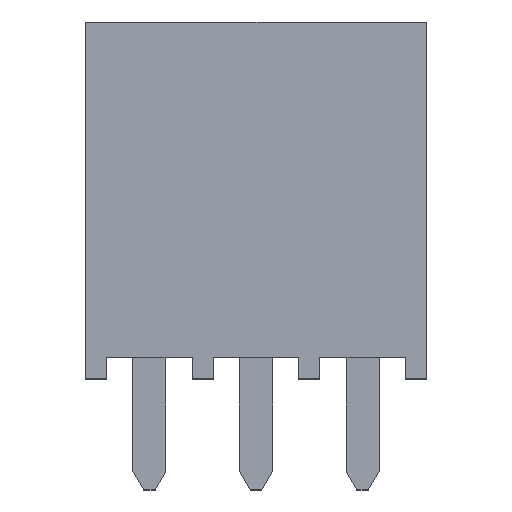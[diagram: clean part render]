
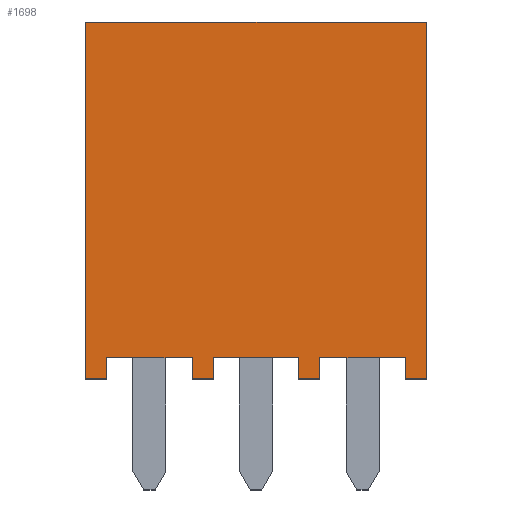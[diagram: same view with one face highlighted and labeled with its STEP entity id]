
A CAD part, top view. The second image highlights one B-rep face of the part: STEP entity #1698.
In plain terms, the highlighted planar face has unit normal (0, 0, 1).
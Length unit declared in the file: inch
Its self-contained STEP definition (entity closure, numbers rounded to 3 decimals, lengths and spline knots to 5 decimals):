
#47=ORIENTED_EDGE('',*,*,#527,.F.);
#48=ORIENTED_EDGE('',*,*,#528,.T.);
#49=ORIENTED_EDGE('',*,*,#529,.F.);
#50=ORIENTED_EDGE('',*,*,#530,.F.);
#51=ORIENTED_EDGE('',*,*,#531,.T.);
#52=ORIENTED_EDGE('',*,*,#532,.T.);
#53=ORIENTED_EDGE('',*,*,#533,.F.);
#54=ORIENTED_EDGE('',*,*,#534,.F.);
#55=ORIENTED_EDGE('',*,*,#535,.F.);
#56=ORIENTED_EDGE('',*,*,#536,.T.);
#57=ORIENTED_EDGE('',*,*,#537,.F.);
#58=ORIENTED_EDGE('',*,*,#538,.F.);
#59=ORIENTED_EDGE('',*,*,#539,.F.);
#60=ORIENTED_EDGE('',*,*,#540,.T.);
#61=ORIENTED_EDGE('',*,*,#541,.F.);
#62=ORIENTED_EDGE('',*,*,#542,.F.);
#527=EDGE_CURVE('',#767,#768,#927,.T.);
#528=EDGE_CURVE('',#767,#769,#928,.T.);
#529=EDGE_CURVE('',#770,#769,#929,.T.);
#530=EDGE_CURVE('',#771,#770,#930,.T.);
#531=EDGE_CURVE('',#771,#772,#931,.T.);
#532=EDGE_CURVE('',#772,#773,#932,.T.);
#533=EDGE_CURVE('',#774,#773,#933,.T.);
#534=EDGE_CURVE('',#775,#774,#934,.T.);
#535=EDGE_CURVE('',#776,#775,#935,.T.);
#536=EDGE_CURVE('',#776,#777,#936,.T.);
#537=EDGE_CURVE('',#778,#777,#937,.T.);
#538=EDGE_CURVE('',#779,#778,#938,.T.);
#539=EDGE_CURVE('',#780,#779,#939,.T.);
#540=EDGE_CURVE('',#780,#781,#940,.T.);
#541=EDGE_CURVE('',#782,#781,#941,.T.);
#542=EDGE_CURVE('',#768,#782,#942,.T.);
#767=VERTEX_POINT('',#2367);
#768=VERTEX_POINT('',#2368);
#769=VERTEX_POINT('',#2370);
#770=VERTEX_POINT('',#2372);
#771=VERTEX_POINT('',#2374);
#772=VERTEX_POINT('',#2376);
#773=VERTEX_POINT('',#2378);
#774=VERTEX_POINT('',#2380);
#775=VERTEX_POINT('',#2382);
#776=VERTEX_POINT('',#2384);
#777=VERTEX_POINT('',#2386);
#778=VERTEX_POINT('',#2388);
#779=VERTEX_POINT('',#2390);
#780=VERTEX_POINT('',#2392);
#781=VERTEX_POINT('',#2394);
#782=VERTEX_POINT('',#2396);
#927=LINE('',#2366,#1167);
#928=LINE('',#2369,#1168);
#929=LINE('',#2371,#1169);
#930=LINE('',#2373,#1170);
#931=LINE('',#2375,#1171);
#932=LINE('',#2377,#1172);
#933=LINE('',#2379,#1173);
#934=LINE('',#2381,#1174);
#935=LINE('',#2383,#1175);
#936=LINE('',#2385,#1176);
#937=LINE('',#2387,#1177);
#938=LINE('',#2389,#1178);
#939=LINE('',#2391,#1179);
#940=LINE('',#2393,#1180);
#941=LINE('',#2395,#1181);
#942=LINE('',#2397,#1182);
#1167=VECTOR('',#1927,39.37008);
#1168=VECTOR('',#1928,39.37008);
#1169=VECTOR('',#1929,39.37008);
#1170=VECTOR('',#1930,39.37008);
#1171=VECTOR('',#1931,39.37008);
#1172=VECTOR('',#1932,39.37008);
#1173=VECTOR('',#1933,39.37008);
#1174=VECTOR('',#1934,39.37008);
#1175=VECTOR('',#1935,39.37008);
#1176=VECTOR('',#1936,39.37008);
#1177=VECTOR('',#1937,39.37008);
#1178=VECTOR('',#1938,39.37008);
#1179=VECTOR('',#1939,39.37008);
#1180=VECTOR('',#1940,39.37008);
#1181=VECTOR('',#1941,39.37008);
#1182=VECTOR('',#1942,39.37008);
#1392=EDGE_LOOP('',(#47,#48,#49,#50,#51,#52,#53,#54,#55,#56,#57,#58,#59,
#60,#61,#62));
#1500=FACE_BOUND('',#1392,.T.);
#1608=PLANE('',#1814);
#1698=ADVANCED_FACE('',(#1500),#1608,.F.);
#1814=AXIS2_PLACEMENT_3D('',#2365,#1925,#1926);
#1925=DIRECTION('',(0.,0.,-1.));
#1926=DIRECTION('',(-1.,0.,0.));
#1927=DIRECTION('',(0.,1.,0.));
#1928=DIRECTION('',(1.,0.,0.));
#1929=DIRECTION('',(0.,-1.,0.));
#1930=DIRECTION('',(1.,0.,0.));
#1931=DIRECTION('',(0.,-1.,0.));
#1932=DIRECTION('',(1.,0.,0.));
#1933=DIRECTION('',(0.,-1.,0.));
#1934=DIRECTION('',(-1.,0.,0.));
#1935=DIRECTION('',(0.,1.,0.));
#1936=DIRECTION('',(1.,0.,0.));
#1937=DIRECTION('',(0.,-1.,0.));
#1938=DIRECTION('',(-1.,0.,0.));
#1939=DIRECTION('',(0.,1.,0.));
#1940=DIRECTION('',(1.,0.,0.));
#1941=DIRECTION('',(0.,-1.,0.));
#1942=DIRECTION('',(-1.,0.,0.));
#2365=CARTESIAN_POINT('',(-0.16,0.335,0.0975));
#2366=CARTESIAN_POINT('',(0.14,0.335,0.0975));
#2367=CARTESIAN_POINT('',(0.14,0.,0.0975));
#2368=CARTESIAN_POINT('',(0.14,0.02,0.0975));
#2369=CARTESIAN_POINT('',(-0.16,0.,0.0975));
#2370=CARTESIAN_POINT('',(0.16,0.,0.0975));
#2371=CARTESIAN_POINT('',(0.16,0.335,0.0975));
#2372=CARTESIAN_POINT('',(0.16,0.335,0.0975));
#2373=CARTESIAN_POINT('',(-0.16,0.335,0.0975));
#2374=CARTESIAN_POINT('',(-0.16,0.335,0.0975));
#2375=CARTESIAN_POINT('',(-0.16,0.335,0.0975));
#2376=CARTESIAN_POINT('',(-0.16,0.,0.0975));
#2377=CARTESIAN_POINT('',(-0.16,0.,0.0975));
#2378=CARTESIAN_POINT('',(-0.14,0.,0.0975));
#2379=CARTESIAN_POINT('',(-0.14,0.335,0.0975));
#2380=CARTESIAN_POINT('',(-0.14,0.02,0.0975));
#2381=CARTESIAN_POINT('',(-0.16,0.02,0.0975));
#2382=CARTESIAN_POINT('',(-0.06,0.02,0.0975));
#2383=CARTESIAN_POINT('',(-0.06,0.335,0.0975));
#2384=CARTESIAN_POINT('',(-0.06,0.,0.0975));
#2385=CARTESIAN_POINT('',(-0.16,0.,0.0975));
#2386=CARTESIAN_POINT('',(-0.04,0.,0.0975));
#2387=CARTESIAN_POINT('',(-0.04,0.335,0.0975));
#2388=CARTESIAN_POINT('',(-0.04,0.02,0.0975));
#2389=CARTESIAN_POINT('',(-0.16,0.02,0.0975));
#2390=CARTESIAN_POINT('',(0.04,0.02,0.0975));
#2391=CARTESIAN_POINT('',(0.04,0.335,0.0975));
#2392=CARTESIAN_POINT('',(0.04,0.,0.0975));
#2393=CARTESIAN_POINT('',(-0.16,0.,0.0975));
#2394=CARTESIAN_POINT('',(0.06,0.,0.0975));
#2395=CARTESIAN_POINT('',(0.06,0.335,0.0975));
#2396=CARTESIAN_POINT('',(0.06,0.02,0.0975));
#2397=CARTESIAN_POINT('',(-0.16,0.02,0.0975));
